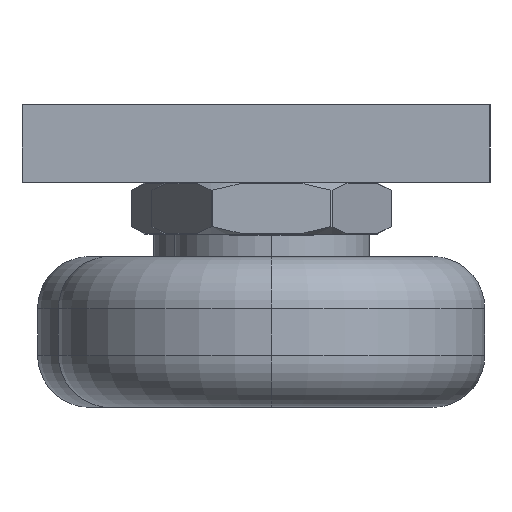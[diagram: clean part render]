
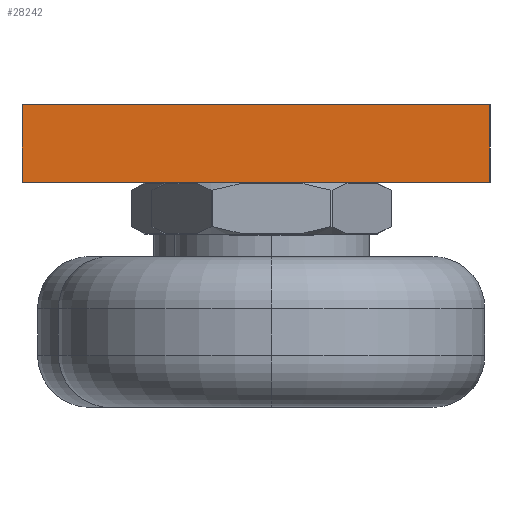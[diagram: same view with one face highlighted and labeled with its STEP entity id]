
A CAD part, left-side view. The second image highlights one B-rep face of the part: STEP entity #28242.
In plain terms, the highlighted planar face has unit normal (-1, 0, 0).
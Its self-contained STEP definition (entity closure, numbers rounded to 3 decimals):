
#1034 = VECTOR ( 'NONE', #22690, 1000. ) ;
#1174 = DIRECTION ( 'NONE',  ( 0., -1., 0. ) ) ;
#1864 = VERTEX_POINT ( 'NONE', #16549 ) ;
#2776 = VECTOR ( 'NONE', #23782, 1000. ) ;
#3396 = AXIS2_PLACEMENT_3D ( 'NONE', #15215, #5596, #20546 ) ;
#3583 = DIRECTION ( 'NONE',  ( 0., 0., 1. ) ) ;
#4672 = EDGE_CURVE ( 'NONE', #1864, #14106, #8322, .T. ) ;
#4853 = ORIENTED_EDGE ( 'NONE', *, *, #22819, .T. ) ;
#5105 = EDGE_CURVE ( 'NONE', #7170, #21754, #31244, .T. ) ;
#5436 = PLANE ( 'NONE',  #3396 ) ;
#5596 = DIRECTION ( 'NONE',  ( -1., 0., 0. ) ) ;
#7010 = ORIENTED_EDGE ( 'NONE', *, *, #4672, .F. ) ;
#7170 = VERTEX_POINT ( 'NONE', #29933 ) ;
#8322 = LINE ( 'NONE', #16456, #2776 ) ;
#8369 = CARTESIAN_POINT ( 'NONE',  ( -70., -9., -3. ) ) ;
#9563 = EDGE_CURVE ( 'NONE', #14106, #21754, #13419, .T. ) ;
#12516 = CARTESIAN_POINT ( 'NONE',  ( -70., -9., -3. ) ) ;
#13419 = LINE ( 'NONE', #21072, #14825 ) ;
#14106 = VERTEX_POINT ( 'NONE', #17687 ) ;
#14825 = VECTOR ( 'NONE', #1174, 1000. ) ;
#15215 = CARTESIAN_POINT ( 'NONE',  ( -70., -9., -3. ) ) ;
#15241 = ORIENTED_EDGE ( 'NONE', *, *, #5105, .T. ) ;
#16027 = VECTOR ( 'NONE', #3583, 1000. ) ;
#16456 = CARTESIAN_POINT ( 'NONE',  ( -70., 9., -3. ) ) ;
#16549 = CARTESIAN_POINT ( 'NONE',  ( -70., 9., -3. ) ) ;
#17687 = CARTESIAN_POINT ( 'NONE',  ( -70., 9., 0. ) ) ;
#20013 = LINE ( 'NONE', #12516, #1034 ) ;
#20546 = DIRECTION ( 'NONE',  ( 0., 0., 1. ) ) ;
#20715 = FACE_OUTER_BOUND ( 'NONE', #22761, .T. ) ;
#21072 = CARTESIAN_POINT ( 'NONE',  ( -70., -9., 0. ) ) ;
#21754 = VERTEX_POINT ( 'NONE', #29154 ) ;
#22690 = DIRECTION ( 'NONE',  ( 0., -1., 0. ) ) ;
#22761 = EDGE_LOOP ( 'NONE', ( #29394, #7010, #4853, #15241 ) ) ;
#22819 = EDGE_CURVE ( 'NONE', #1864, #7170, #20013, .T. ) ;
#23782 = DIRECTION ( 'NONE',  ( 0., 0., 1. ) ) ;
#28242 = ADVANCED_FACE ( 'NONE', ( #20715 ), #5436, .T. ) ;
#29154 = CARTESIAN_POINT ( 'NONE',  ( -70., -9., 0. ) ) ;
#29394 = ORIENTED_EDGE ( 'NONE', *, *, #9563, .F. ) ;
#29933 = CARTESIAN_POINT ( 'NONE',  ( -70., -9., -3. ) ) ;
#31244 = LINE ( 'NONE', #8369, #16027 ) ;
